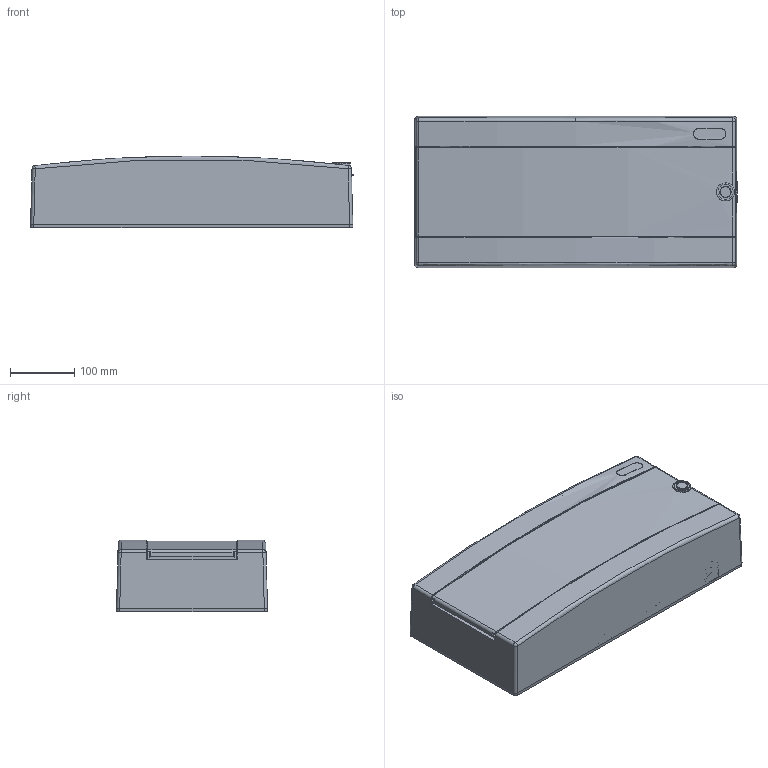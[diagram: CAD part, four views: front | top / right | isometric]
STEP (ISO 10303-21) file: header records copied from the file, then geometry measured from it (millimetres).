
FILE_DESCRIPTION (( 'STEP AP203' ), '1' );
FILE_NAME ('Tabla N24-C jednoredna.STEP', '2021-11-19T12:14:01', ( '' ), ( '' ), 'SwSTEP 2.0', 'SolidWorks 2019', '' );
FILE_SCHEMA (( 'CONFIG_CONTROL_DESIGN' ));
Length unit declared in the file: millimetre
Products named in the file (14): Cep nazidnih kucist C i D serije; Dno N24-C jednoredno; DIN SINA za 24 osiguraca; Tabla N24-C jednoredna; Sraf za nazidne table C serije; CEP (Vrata C-serija); Mesingana sabirnica 10; Sklop nosaca i sabirnice; Telo sabirnice - 04.05.2017.; Poklopac I; Vrata N24C.step; Hosraf 4,2x9,5; Maska N24C^Tabla N24-C jednoredna; DMS - deo
Assembly tree (22 placements, depth 3):
  Tabla N24-C jednoredna
    Dno N24-C jednoredno
    Maska N24C^Tabla N24-C jednoredna
    Vrata N24C.step
    Sraf za nazidne table C serije  x4
    DIN SINA za 24 osiguraca
    Hosraf 4,2x9,5  x2
    Sklop nosaca i sabirnice
      Telo sabirnice - 04.05.2017.
      Poklopac I
      DMS - deo  x2
      Mesingana sabirnica 10  x2
    Cep nazidnih kucist C i D serije  x4
    CEP (Vrata C-serija)
Bounding box: 503.64 x 235.6 x 112.1 mm (x, y, z)
Volume: 1327127.1 mm3; surface area: 1123248.3 mm2
Topology: 21 solids, 21 shells, 4774 faces, 13259 edges, 8658 vertices
Faces by surface type: plane 3746, cylinder 556, cone 284, bspline 133, torus 39, sphere 16
Full cylindrical faces by diameter (mm): 4.196 x2, 4.2 x20, 5 x2, 6 x24, 10 x8, 10.2 x4, 12 x4
Entity records: 150263 total; most frequent: CARTESIAN_POINT 37708, ORIENTED_EDGE 24296, DIRECTION 21036, EDGE_CURVE 12148, VECTOR 9870, LINE 9870, VERTEX_POINT 7984, AXIS2_PLACEMENT_3D 5583
